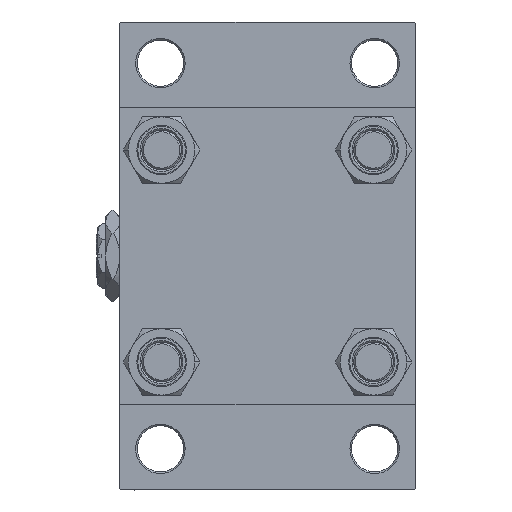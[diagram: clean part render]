
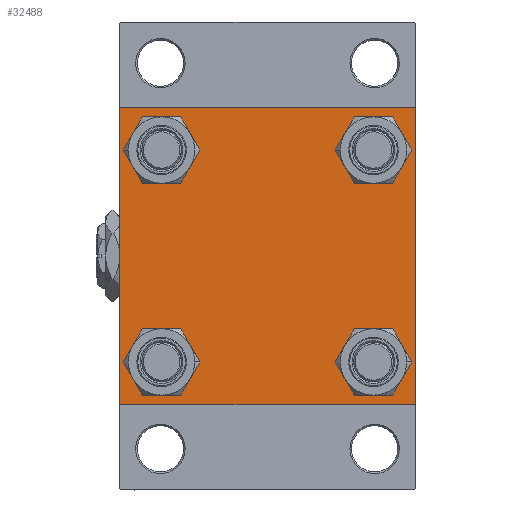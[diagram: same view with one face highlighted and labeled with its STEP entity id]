
A CAD part, left-side view. The second image highlights one B-rep face of the part: STEP entity #32488.
In plain terms, the highlighted planar face has unit normal (-1, 0, 0).
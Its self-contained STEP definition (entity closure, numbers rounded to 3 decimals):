
#196 = CARTESIAN_POINT ( 'NONE',  ( 0., 32.15, -32.15 ) ) ;
#826 = ORIENTED_EDGE ( 'NONE', *, *, #25115, .T. ) ;
#1555 = LINE ( 'NONE', #25262, #11178 ) ;
#1688 = DIRECTION ( 'NONE',  ( 1., 0., 0. ) ) ;
#1751 = DIRECTION ( 'NONE',  ( 0., 0., 1. ) ) ;
#1958 = ORIENTED_EDGE ( 'NONE', *, *, #40485, .T. ) ;
#2037 = DIRECTION ( 'NONE',  ( 0., -0.707, 0.707 ) ) ;
#2638 = DIRECTION ( 'NONE',  ( 0., 0., 1. ) ) ;
#2867 = CIRCLE ( 'NONE', #31089, 6.5 ) ;
#2973 = LINE ( 'NONE', #18390, #43493 ) ;
#3048 = CARTESIAN_POINT ( 'NONE',  ( 0., 45., 45. ) ) ;
#3212 = CARTESIAN_POINT ( 'NONE',  ( 0., -32.15, 32.15 ) ) ;
#3287 = VERTEX_POINT ( 'NONE', #31225 ) ;
#3297 = EDGE_CURVE ( 'NONE', #10501, #31703, #12539, .T. ) ;
#3625 = DIRECTION ( 'NONE',  ( 1., 0., 0. ) ) ;
#4202 = CARTESIAN_POINT ( 'NONE',  ( 0., 45., -44.5 ) ) ;
#4246 = DIRECTION ( 'NONE',  ( 0., 0., 1. ) ) ;
#6004 = DIRECTION ( 'NONE',  ( 0., 0.707, 0.707 ) ) ;
#6423 = DIRECTION ( 'NONE',  ( -1., 0., 0. ) ) ;
#6823 = AXIS2_PLACEMENT_3D ( 'NONE', #24483, #19993, #1751 ) ;
#6950 = EDGE_CURVE ( 'NONE', #38933, #46222, #49193, .T. ) ;
#7111 = CIRCLE ( 'NONE', #36134, 6.5 ) ;
#7333 = CARTESIAN_POINT ( 'NONE',  ( 0., -45., 44.5 ) ) ;
#7371 = CARTESIAN_POINT ( 'NONE',  ( 0., 0., 0. ) ) ;
#7771 = LINE ( 'NONE', #29960, #36566 ) ;
#9189 = EDGE_LOOP ( 'NONE', ( #826, #11085, #30838, #21203, #38553, #11142, #41521, #38791 ) ) ;
#9775 = DIRECTION ( 'NONE',  ( 0., 0., 1. ) ) ;
#10014 = CARTESIAN_POINT ( 'NONE',  ( 0., -32.15, -32.15 ) ) ;
#10501 = VERTEX_POINT ( 'NONE', #27824 ) ;
#11085 = ORIENTED_EDGE ( 'NONE', *, *, #42554, .T. ) ;
#11142 = ORIENTED_EDGE ( 'NONE', *, *, #12295, .T. ) ;
#11178 = VECTOR ( 'NONE', #2037, 1000. ) ;
#11306 = DIRECTION ( 'NONE',  ( 0., 0., 1. ) ) ;
#11997 = VERTEX_POINT ( 'NONE', #13669 ) ;
#12087 = VERTEX_POINT ( 'NONE', #47724 ) ;
#12295 = EDGE_CURVE ( 'NONE', #38933, #34618, #2973, .T. ) ;
#12539 = CIRCLE ( 'NONE', #40719, 6.5 ) ;
#12564 = CIRCLE ( 'NONE', #19855, 6.5 ) ;
#12709 = AXIS2_PLACEMENT_3D ( 'NONE', #7371, #6423, #2638 ) ;
#12750 = VERTEX_POINT ( 'NONE', #22606 ) ;
#13043 = FACE_BOUND ( 'NONE', #29168, .T. ) ;
#13669 = CARTESIAN_POINT ( 'NONE',  ( 0., 44.5, 45. ) ) ;
#13689 = AXIS2_PLACEMENT_3D ( 'NONE', #28937, #1688, #9775 ) ;
#13839 = DIRECTION ( 'NONE',  ( 0., 0., -1. ) ) ;
#14587 = CARTESIAN_POINT ( 'NONE',  ( 0., -45., 45. ) ) ;
#14840 = DIRECTION ( 'NONE',  ( 0., 0., 1. ) ) ;
#15376 = VERTEX_POINT ( 'NONE', #16795 ) ;
#15964 = CARTESIAN_POINT ( 'NONE',  ( 0., 44.75, -44.75 ) ) ;
#16795 = CARTESIAN_POINT ( 'NONE',  ( 0., 45., 44.5 ) ) ;
#16980 = VECTOR ( 'NONE', #31330, 1000. ) ;
#17121 = ORIENTED_EDGE ( 'NONE', *, *, #23494, .T. ) ;
#17202 = AXIS2_PLACEMENT_3D ( 'NONE', #38038, #33481, #11306 ) ;
#17252 = ORIENTED_EDGE ( 'NONE', *, *, #27481, .T. ) ;
#18390 = CARTESIAN_POINT ( 'NONE',  ( 0., -44.75, 44.75 ) ) ;
#19004 = FACE_BOUND ( 'NONE', #37271, .T. ) ;
#19075 = AXIS2_PLACEMENT_3D ( 'NONE', #37455, #3625, #30622 ) ;
#19855 = AXIS2_PLACEMENT_3D ( 'NONE', #196, #42116, #4246 ) ;
#19955 = DIRECTION ( 'NONE',  ( 0., 0.707, -0.707 ) ) ;
#19993 = DIRECTION ( 'NONE',  ( 1., 0., 0. ) ) ;
#20012 = LINE ( 'NONE', #15964, #16980 ) ;
#20597 = CARTESIAN_POINT ( 'NONE',  ( 0., 32.15, -25.65 ) ) ;
#21203 = ORIENTED_EDGE ( 'NONE', *, *, #37722, .T. ) ;
#22128 = ORIENTED_EDGE ( 'NONE', *, *, #37869, .T. ) ;
#22238 = DIRECTION ( 'NONE',  ( 0., -1., 0. ) ) ;
#22503 = VERTEX_POINT ( 'NONE', #28326 ) ;
#22571 = EDGE_CURVE ( 'NONE', #11997, #34618, #30036, .T. ) ;
#22606 = CARTESIAN_POINT ( 'NONE',  ( 0., -32.15, -25.65 ) ) ;
#22771 = FACE_OUTER_BOUND ( 'NONE', #9189, .T. ) ;
#22913 = DIRECTION ( 'NONE',  ( 0., 0., -1. ) ) ;
#23494 = EDGE_CURVE ( 'NONE', #22503, #26992, #49469, .T. ) ;
#23719 = CARTESIAN_POINT ( 'NONE',  ( 0., 44.75, 44.75 ) ) ;
#23761 = ORIENTED_EDGE ( 'NONE', *, *, #30674, .T. ) ;
#24255 = CARTESIAN_POINT ( 'NONE',  ( 0., -32.15, 25.65 ) ) ;
#24355 = CARTESIAN_POINT ( 'NONE',  ( 0., 32.15, 25.65 ) ) ;
#24483 = CARTESIAN_POINT ( 'NONE',  ( 0., -32.15, 32.15 ) ) ;
#25115 = EDGE_CURVE ( 'NONE', #15376, #31373, #7771, .T. ) ;
#25262 = CARTESIAN_POINT ( 'NONE',  ( 0., -44.75, -44.75 ) ) ;
#26992 = VERTEX_POINT ( 'NONE', #24355 ) ;
#27481 = EDGE_CURVE ( 'NONE', #31703, #10501, #35860, .T. ) ;
#27824 = CARTESIAN_POINT ( 'NONE',  ( 0., -32.15, 38.65 ) ) ;
#28326 = CARTESIAN_POINT ( 'NONE',  ( 0., 32.15, 38.65 ) ) ;
#28416 = FACE_BOUND ( 'NONE', #44564, .T. ) ;
#28937 = CARTESIAN_POINT ( 'NONE',  ( 0., -32.15, -32.15 ) ) ;
#29168 = EDGE_LOOP ( 'NONE', ( #1958, #42379 ) ) ;
#29286 = EDGE_CURVE ( 'NONE', #12087, #46502, #12564, .T. ) ;
#29540 = EDGE_CURVE ( 'NONE', #39927, #12750, #2867, .T. ) ;
#29897 = CARTESIAN_POINT ( 'NONE',  ( 0., 44.5, -45. ) ) ;
#29905 = LINE ( 'NONE', #48634, #38790 ) ;
#29960 = CARTESIAN_POINT ( 'NONE',  ( 0., 45., 45. ) ) ;
#30036 = LINE ( 'NONE', #3048, #35722 ) ;
#30540 = CARTESIAN_POINT ( 'NONE',  ( 0., 32.15, 32.15 ) ) ;
#30622 = DIRECTION ( 'NONE',  ( 0., 0., 1. ) ) ;
#30674 = EDGE_CURVE ( 'NONE', #46502, #12087, #35217, .T. ) ;
#30838 = ORIENTED_EDGE ( 'NONE', *, *, #45686, .T. ) ;
#31089 = AXIS2_PLACEMENT_3D ( 'NONE', #10014, #45101, #45350 ) ;
#31225 = CARTESIAN_POINT ( 'NONE',  ( 0., -44.5, -45. ) ) ;
#31330 = DIRECTION ( 'NONE',  ( 0., -0.707, -0.707 ) ) ;
#31373 = VERTEX_POINT ( 'NONE', #4202 ) ;
#31703 = VERTEX_POINT ( 'NONE', #24255 ) ;
#31776 = LINE ( 'NONE', #23719, #49754 ) ;
#32488 = ADVANCED_FACE ( 'NONE', ( #47645, #13043, #28416, #19004, #22771 ), #46026, .T. ) ;
#33318 = DIRECTION ( 'NONE',  ( 0., 0., 1. ) ) ;
#33481 = DIRECTION ( 'NONE',  ( 1., 0., 0. ) ) ;
#33997 = DIRECTION ( 'NONE',  ( 1., 0., 0. ) ) ;
#34618 = VERTEX_POINT ( 'NONE', #43666 ) ;
#34714 = EDGE_CURVE ( 'NONE', #11997, #15376, #31776, .T. ) ;
#35217 = CIRCLE ( 'NONE', #19075, 6.5 ) ;
#35722 = VECTOR ( 'NONE', #22238, 1000. ) ;
#35830 = ORIENTED_EDGE ( 'NONE', *, *, #3297, .T. ) ;
#35860 = CIRCLE ( 'NONE', #6823, 6.5 ) ;
#36134 = AXIS2_PLACEMENT_3D ( 'NONE', #30540, #40918, #33318 ) ;
#36394 = CARTESIAN_POINT ( 'NONE',  ( 0., -32.15, -38.65 ) ) ;
#36566 = VECTOR ( 'NONE', #22913, 1000. ) ;
#37271 = EDGE_LOOP ( 'NONE', ( #17121, #22128 ) ) ;
#37455 = CARTESIAN_POINT ( 'NONE',  ( 0., 32.15, -32.15 ) ) ;
#37722 = EDGE_CURVE ( 'NONE', #3287, #46222, #1555, .T. ) ;
#37869 = EDGE_CURVE ( 'NONE', #26992, #22503, #7111, .T. ) ;
#38038 = CARTESIAN_POINT ( 'NONE',  ( 0., 32.15, 32.15 ) ) ;
#38553 = ORIENTED_EDGE ( 'NONE', *, *, #6950, .F. ) ;
#38790 = VECTOR ( 'NONE', #44839, 1000. ) ;
#38791 = ORIENTED_EDGE ( 'NONE', *, *, #34714, .T. ) ;
#38933 = VERTEX_POINT ( 'NONE', #7333 ) ;
#39503 = CIRCLE ( 'NONE', #13689, 6.5 ) ;
#39927 = VERTEX_POINT ( 'NONE', #36394 ) ;
#40025 = EDGE_LOOP ( 'NONE', ( #35830, #17252 ) ) ;
#40485 = EDGE_CURVE ( 'NONE', #12750, #39927, #39503, .T. ) ;
#40719 = AXIS2_PLACEMENT_3D ( 'NONE', #3212, #33997, #14840 ) ;
#40918 = DIRECTION ( 'NONE',  ( 1., 0., 0. ) ) ;
#41521 = ORIENTED_EDGE ( 'NONE', *, *, #22571, .F. ) ;
#41813 = CARTESIAN_POINT ( 'NONE',  ( 0., -45., -44.5 ) ) ;
#42116 = DIRECTION ( 'NONE',  ( 1., 0., 0. ) ) ;
#42364 = ORIENTED_EDGE ( 'NONE', *, *, #29286, .T. ) ;
#42379 = ORIENTED_EDGE ( 'NONE', *, *, #29540, .T. ) ;
#42554 = EDGE_CURVE ( 'NONE', #31373, #44750, #20012, .T. ) ;
#43493 = VECTOR ( 'NONE', #6004, 1000. ) ;
#43666 = CARTESIAN_POINT ( 'NONE',  ( 0., -44.5, 45. ) ) ;
#44564 = EDGE_LOOP ( 'NONE', ( #23761, #42364 ) ) ;
#44750 = VERTEX_POINT ( 'NONE', #29897 ) ;
#44839 = DIRECTION ( 'NONE',  ( 0., -1., 0. ) ) ;
#45101 = DIRECTION ( 'NONE',  ( 1., 0., 0. ) ) ;
#45350 = DIRECTION ( 'NONE',  ( 0., 0., 1. ) ) ;
#45686 = EDGE_CURVE ( 'NONE', #44750, #3287, #29905, .T. ) ;
#46026 = PLANE ( 'NONE',  #12709 ) ;
#46222 = VERTEX_POINT ( 'NONE', #41813 ) ;
#46502 = VERTEX_POINT ( 'NONE', #20597 ) ;
#47645 = FACE_BOUND ( 'NONE', #40025, .T. ) ;
#47724 = CARTESIAN_POINT ( 'NONE',  ( 0., 32.15, -38.65 ) ) ;
#48130 = VECTOR ( 'NONE', #13839, 1000. ) ;
#48634 = CARTESIAN_POINT ( 'NONE',  ( 0., 45., -45. ) ) ;
#49193 = LINE ( 'NONE', #14587, #48130 ) ;
#49469 = CIRCLE ( 'NONE', #17202, 6.5 ) ;
#49754 = VECTOR ( 'NONE', #19955, 1000. ) ;
